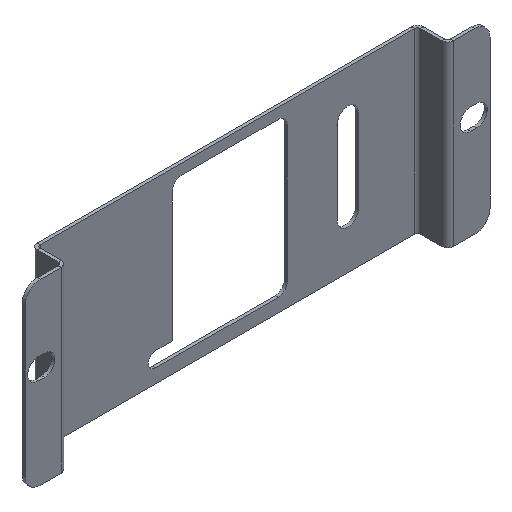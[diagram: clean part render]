
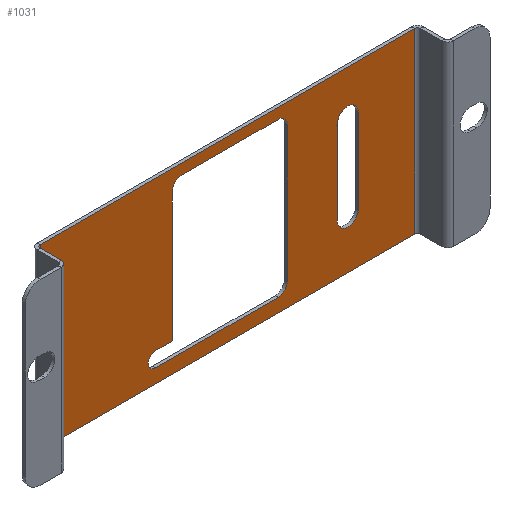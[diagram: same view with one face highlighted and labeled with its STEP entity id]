
A CAD part, isometric view. The second image highlights one B-rep face of the part: STEP entity #1031.
In plain terms, the highlighted planar face has unit normal (0, -1, 0).
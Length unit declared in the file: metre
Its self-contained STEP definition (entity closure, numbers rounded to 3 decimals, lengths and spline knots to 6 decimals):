
#12=CIRCLE('',#1096,0.0035);
#14=CIRCLE('',#1103,0.0025);
#16=CIRCLE('',#1110,0.0035);
#21=CIRCLE('',#1117,0.003);
#22=CIRCLE('',#1118,0.003);
#23=CIRCLE('',#1119,0.003);
#143=ORIENTED_EDGE('',*,*,#413,.T.);
#144=ORIENTED_EDGE('',*,*,#426,.T.);
#145=ORIENTED_EDGE('',*,*,#407,.T.);
#146=ORIENTED_EDGE('',*,*,#427,.T.);
#147=ORIENTED_EDGE('',*,*,#404,.T.);
#148=ORIENTED_EDGE('',*,*,#401,.F.);
#149=ORIENTED_EDGE('',*,*,#398,.F.);
#150=ORIENTED_EDGE('',*,*,#396,.F.);
#151=ORIENTED_EDGE('',*,*,#428,.T.);
#152=ORIENTED_EDGE('',*,*,#429,.T.);
#153=ORIENTED_EDGE('',*,*,#391,.T.);
#154=ORIENTED_EDGE('',*,*,#430,.F.);
#155=ORIENTED_EDGE('',*,*,#415,.T.);
#156=ORIENTED_EDGE('',*,*,#387,.T.);
#157=ORIENTED_EDGE('',*,*,#384,.F.);
#158=ORIENTED_EDGE('',*,*,#381,.F.);
#159=ORIENTED_EDGE('',*,*,#419,.F.);
#381=EDGE_CURVE('',#531,#533,#622,.T.);
#384=EDGE_CURVE('',#533,#535,#12,.T.);
#387=EDGE_CURVE('',#537,#535,#626,.T.);
#391=EDGE_CURVE('',#541,#539,#630,.T.);
#396=EDGE_CURVE('',#545,#546,#635,.T.);
#398=EDGE_CURVE('',#546,#547,#637,.T.);
#401=EDGE_CURVE('',#547,#549,#14,.T.);
#404=EDGE_CURVE('',#551,#549,#641,.T.);
#407=EDGE_CURVE('',#553,#554,#644,.T.);
#413=EDGE_CURVE('',#560,#559,#650,.T.);
#415=EDGE_CURVE('',#561,#562,#652,.T.);
#419=EDGE_CURVE('',#537,#531,#16,.T.);
#426=EDGE_CURVE('',#559,#553,#21,.F.);
#427=EDGE_CURVE('',#554,#551,#22,.F.);
#428=EDGE_CURVE('',#545,#560,#23,.F.);
#429=EDGE_CURVE('',#562,#541,#658,.T.);
#430=EDGE_CURVE('',#561,#539,#659,.F.);
#531=VERTEX_POINT('',#1527);
#533=VERTEX_POINT('',#1530);
#535=VERTEX_POINT('',#1536);
#537=VERTEX_POINT('',#1542);
#539=VERTEX_POINT('',#1548);
#541=VERTEX_POINT('',#1551);
#545=VERTEX_POINT('',#1560);
#546=VERTEX_POINT('',#1562);
#547=VERTEX_POINT('',#1566);
#549=VERTEX_POINT('',#1572);
#551=VERTEX_POINT('',#1578);
#553=VERTEX_POINT('',#1584);
#554=VERTEX_POINT('',#1585);
#559=VERTEX_POINT('',#1596);
#560=VERTEX_POINT('',#1598);
#561=VERTEX_POINT('',#1602);
#562=VERTEX_POINT('',#1603);
#622=LINE('',#1529,#729);
#626=LINE('',#1541,#733);
#630=LINE('',#1550,#737);
#635=LINE('',#1561,#742);
#637=LINE('',#1565,#744);
#641=LINE('',#1577,#748);
#644=LINE('',#1583,#751);
#650=LINE('',#1597,#757);
#652=LINE('',#1601,#759);
#658=LINE('',#1622,#765);
#659=LINE('',#1623,#766);
#729=VECTOR('',#1206,1.);
#733=VECTOR('',#1218,1.);
#737=VECTOR('',#1224,1.);
#742=VECTOR('',#1231,1.);
#744=VECTOR('',#1235,1.);
#748=VECTOR('',#1247,1.);
#751=VECTOR('',#1252,1.);
#757=VECTOR('',#1260,1.);
#759=VECTOR('',#1264,1.);
#765=VECTOR('',#1292,1.);
#766=VECTOR('',#1293,1.);
#850=EDGE_LOOP('',(#143,#144,#145,#146,#147,#148,#149,#150,#151));
#851=EDGE_LOOP('',(#152,#153,#154,#155));
#852=EDGE_LOOP('',(#156,#157,#158,#159));
#921=FACE_BOUND('',#850,.T.);
#922=FACE_BOUND('',#851,.T.);
#923=FACE_BOUND('',#852,.T.);
#987=PLANE('',#1116);
#1031=ADVANCED_FACE('',(#921,#922,#923),#987,.T.);
#1096=AXIS2_PLACEMENT_3D('',#1535,#1211,#1212);
#1103=AXIS2_PLACEMENT_3D('',#1571,#1240,#1241);
#1110=AXIS2_PLACEMENT_3D('',#1610,#1270,#1271);
#1116=AXIS2_PLACEMENT_3D('',#1618,#1284,#1285);
#1117=AXIS2_PLACEMENT_3D('',#1619,#1286,#1287);
#1118=AXIS2_PLACEMENT_3D('',#1620,#1288,#1289);
#1119=AXIS2_PLACEMENT_3D('',#1621,#1290,#1291);
#1206=DIRECTION('',(0.,0.,-1.));
#1211=DIRECTION('',(0.,-1.,0.));
#1212=DIRECTION('',(0.,0.,-1.));
#1218=DIRECTION('',(0.,0.,-1.));
#1224=DIRECTION('',(1.,0.,0.));
#1231=DIRECTION('',(0.,0.,-1.));
#1235=DIRECTION('',(-1.,0.,0.));
#1240=DIRECTION('',(0.,-1.,0.));
#1241=DIRECTION('',(0.,0.,-1.));
#1247=DIRECTION('',(-1.,0.,0.));
#1252=DIRECTION('',(0.,0.,-1.));
#1260=DIRECTION('',(1.,0.,0.));
#1264=DIRECTION('',(-1.,0.,0.));
#1270=DIRECTION('',(0.,-1.,0.));
#1271=DIRECTION('',(0.,0.,-1.));
#1284=DIRECTION('',(0.,-1.,0.));
#1285=DIRECTION('',(1.,0.,0.));
#1286=DIRECTION('',(0.,-1.,0.));
#1287=DIRECTION('',(0.,0.,-1.));
#1288=DIRECTION('',(0.,-1.,0.));
#1289=DIRECTION('',(0.,0.,-1.));
#1290=DIRECTION('',(0.,-1.,0.));
#1291=DIRECTION('',(0.,0.,-1.));
#1292=DIRECTION('',(0.,0.,-1.));
#1293=DIRECTION('',(0.,0.,1.));
#1527=CARTESIAN_POINT('',(0.044706,-0.001,0.002565));
#1529=CARTESIAN_POINT('',(0.044706,-0.001,-0.010935));
#1530=CARTESIAN_POINT('',(0.044706,-0.001,-0.024435));
#1535=CARTESIAN_POINT('',(0.048194,-0.001,-0.024726));
#1536=CARTESIAN_POINT('',(0.051682,-0.001,-0.025016));
#1541=CARTESIAN_POINT('',(0.051682,-0.001,-0.011021));
#1542=CARTESIAN_POINT('',(0.051682,-0.001,0.002974));
#1548=CARTESIAN_POINT('',(0.070282,-0.001,-0.041326));
#1550=CARTESIAN_POINT('',(0.008282,-0.001,-0.041326));
#1551=CARTESIAN_POINT('',(-0.053718,-0.001,-0.041326));
#1560=CARTESIAN_POINT('',(-0.009894,-0.001,0.011174));
#1561=CARTESIAN_POINT('',(-0.009894,-0.001,-0.008826));
#1562=CARTESIAN_POINT('',(-0.009894,-0.001,-0.031826));
#1565=CARTESIAN_POINT('',(-0.012644,-0.001,-0.031826));
#1566=CARTESIAN_POINT('',(-0.015394,-0.001,-0.031826));
#1571=CARTESIAN_POINT('',(-0.015394,-0.001,-0.034326));
#1572=CARTESIAN_POINT('',(-0.015394,-0.001,-0.036826));
#1577=CARTESIAN_POINT('',(-0.012644,-0.001,-0.036826));
#1578=CARTESIAN_POINT('',(0.025106,-0.001,-0.036826));
#1583=CARTESIAN_POINT('',(0.028106,-0.001,-0.011326));
#1584=CARTESIAN_POINT('',(0.028106,-0.001,0.011174));
#1585=CARTESIAN_POINT('',(0.028106,-0.001,-0.033826));
#1596=CARTESIAN_POINT('',(0.025106,-0.001,0.014174));
#1597=CARTESIAN_POINT('',(0.009106,-0.001,0.014174));
#1598=CARTESIAN_POINT('',(-0.006894,-0.001,0.014174));
#1601=CARTESIAN_POINT('',(0.061782,-0.001,0.017674));
#1602=CARTESIAN_POINT('',(0.070282,-0.001,0.017674));
#1603=CARTESIAN_POINT('',(-0.053718,-0.001,0.017674));
#1610=CARTESIAN_POINT('',(0.048182,-0.001,0.002974));
#1618=CARTESIAN_POINT('',(0.008282,-0.001,-0.012076));
#1619=CARTESIAN_POINT('',(0.025106,-0.001,0.011174));
#1620=CARTESIAN_POINT('',(0.025106,-0.001,-0.033826));
#1621=CARTESIAN_POINT('',(-0.006894,-0.001,0.011174));
#1622=CARTESIAN_POINT('',(-0.053718,-0.001,-0.012076));
#1623=CARTESIAN_POINT('',(0.070282,-0.001,-0.011826));
